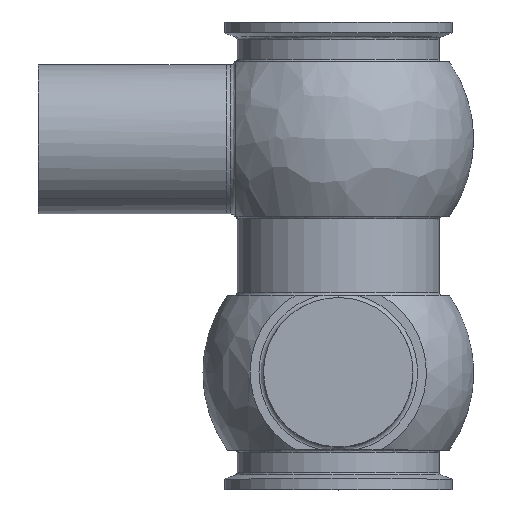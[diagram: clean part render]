
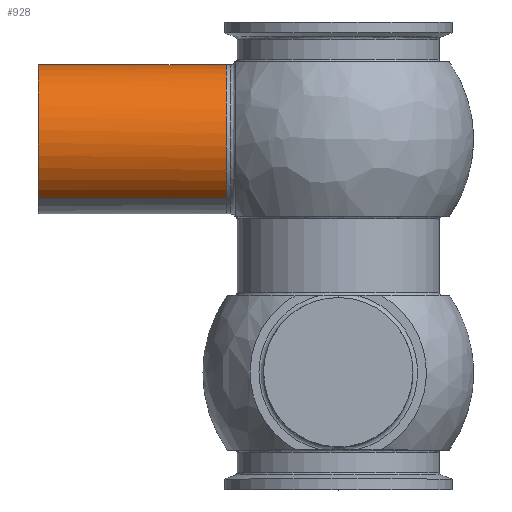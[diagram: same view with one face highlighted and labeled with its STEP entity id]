
A CAD part, top view. The second image highlights one B-rep face of the part: STEP entity #928.
In plain terms, the highlighted cylindrical face has radius 25.4 mm (diameter 50.8 mm), a partial arc.
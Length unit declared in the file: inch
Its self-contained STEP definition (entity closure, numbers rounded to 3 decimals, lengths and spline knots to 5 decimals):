
#24 = VERTEX_POINT ( 'NONE', #1272 ) ;
#47 = DIRECTION ( 'NONE',  ( 0., 0.797, -0.603 ) ) ;
#110 = DIRECTION ( 'NONE',  ( -1., 0., 0. ) ) ;
#136 = CARTESIAN_POINT ( 'NONE',  ( -1.5, -1.568, 0. ) ) ;
#236 = CARTESIAN_POINT ( 'NONE',  ( -1.5, -0.77055, -0.60338 ) ) ;
#377 = ORIENTED_EDGE ( 'NONE', *, *, #1002, .T. ) ;
#443 = DIRECTION ( 'NONE',  ( 0., 0.797, -0.603 ) ) ;
#553 = CARTESIAN_POINT ( 'NONE',  ( -4.015, -0.77055, -0.60338 ) ) ;
#607 = ORIENTED_EDGE ( 'NONE', *, *, #817, .T. ) ;
#817 = EDGE_CURVE ( 'NONE', #1278, #3699, #2152, .T. ) ;
#818 = CARTESIAN_POINT ( 'NONE',  ( -1.5, -2.36545, 0.60338 ) ) ;
#928 = ADVANCED_FACE ( 'NONE', ( #2284 ), #2387, .T. ) ;
#966 = VECTOR ( 'NONE', #2825, 39.37008 ) ;
#1002 = EDGE_CURVE ( 'NONE', #3197, #1278, #2444, .T. ) ;
#1074 = VERTEX_POINT ( 'NONE', #2379 ) ;
#1142 = DIRECTION ( 'NONE',  ( -1., 0., 0. ) ) ;
#1217 = ORIENTED_EDGE ( 'NONE', *, *, #2144, .F. ) ;
#1272 = CARTESIAN_POINT ( 'NONE',  ( -1.5, -2.36545, 0.60338 ) ) ;
#1278 = VERTEX_POINT ( 'NONE', #553 ) ;
#1353 = DIRECTION ( 'NONE',  ( -1., 0., 0. ) ) ;
#1383 = ORIENTED_EDGE ( 'NONE', *, *, #2007, .T. ) ;
#1551 = CARTESIAN_POINT ( 'NONE',  ( -1.5, -0.77055, -0.60338 ) ) ;
#1598 = AXIS2_PLACEMENT_3D ( 'NONE', #1913, #110, #2235 ) ;
#1859 = DIRECTION ( 'NONE',  ( -1., 0., 0. ) ) ;
#1913 = CARTESIAN_POINT ( 'NONE',  ( -1.5, -1.568, 0. ) ) ;
#2007 = EDGE_CURVE ( 'NONE', #1074, #3197, #2580, .T. ) ;
#2113 = ORIENTED_EDGE ( 'NONE', *, *, #3827, .T. ) ;
#2144 = EDGE_CURVE ( 'NONE', #24, #3699, #2953, .T. ) ;
#2152 = CIRCLE ( 'NONE', #3712, 1. ) ;
#2235 = DIRECTION ( 'NONE',  ( 0., 0.797, -0.603 ) ) ;
#2284 = FACE_OUTER_BOUND ( 'NONE', #3164, .T. ) ;
#2379 = CARTESIAN_POINT ( 'NONE',  ( -1.5, -0.568, 0. ) ) ;
#2387 = CYLINDRICAL_SURFACE ( 'NONE', #3374, 1. ) ;
#2444 = LINE ( 'NONE', #236, #2481 ) ;
#2481 = VECTOR ( 'NONE', #1142, 39.37008 ) ;
#2551 = DIRECTION ( 'NONE',  ( 0., 0.797, -0.603 ) ) ;
#2566 = DIRECTION ( 'NONE',  ( 1., 0., 0. ) ) ;
#2578 = CARTESIAN_POINT ( 'NONE',  ( -4.015, -1.568, 0. ) ) ;
#2580 = CIRCLE ( 'NONE', #3427, 1. ) ;
#2825 = DIRECTION ( 'NONE',  ( -1., 0., 0. ) ) ;
#2953 = LINE ( 'NONE', #818, #966 ) ;
#3164 = EDGE_LOOP ( 'NONE', ( #1217, #2113, #1383, #377, #607 ) ) ;
#3197 = VERTEX_POINT ( 'NONE', #1551 ) ;
#3314 = CARTESIAN_POINT ( 'NONE',  ( -4.015, -2.36545, 0.60338 ) ) ;
#3374 = AXIS2_PLACEMENT_3D ( 'NONE', #136, #1353, #443 ) ;
#3427 = AXIS2_PLACEMENT_3D ( 'NONE', #3690, #1859, #47 ) ;
#3690 = CARTESIAN_POINT ( 'NONE',  ( -1.5, -1.568, 0. ) ) ;
#3699 = VERTEX_POINT ( 'NONE', #3314 ) ;
#3712 = AXIS2_PLACEMENT_3D ( 'NONE', #2578, #2566, #2551 ) ;
#3753 = CIRCLE ( 'NONE', #1598, 1. ) ;
#3827 = EDGE_CURVE ( 'NONE', #24, #1074, #3753, .T. ) ;
